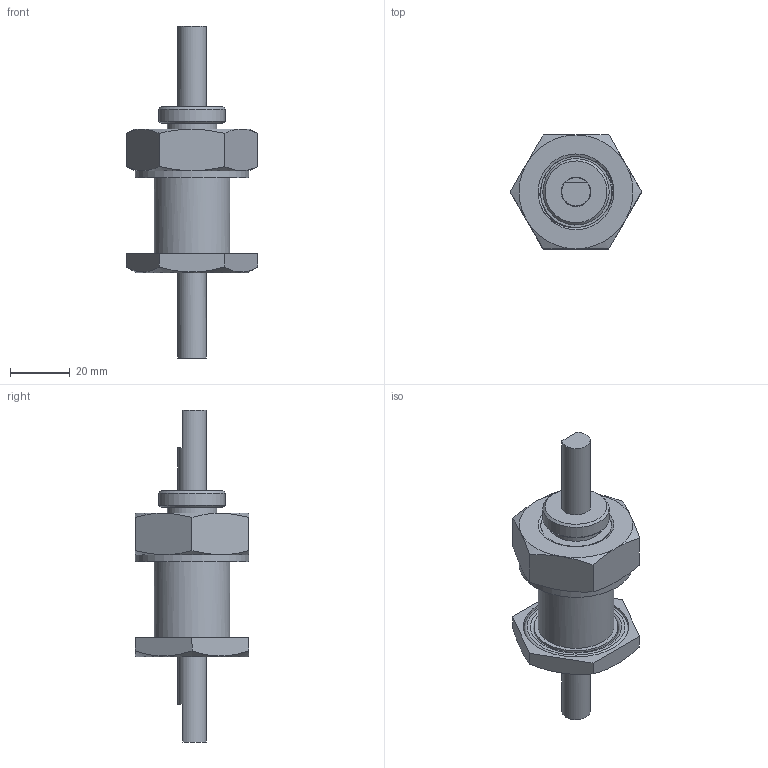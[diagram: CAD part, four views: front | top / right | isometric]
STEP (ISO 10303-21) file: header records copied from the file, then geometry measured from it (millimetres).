
FILE_DESCRIPTION(/* description */ (''),/* implementation_level */ '2;1');
FILE_NAME(/* name */ '2002012a.stp',/* time_stamp */ '2019-07-12T07:35:04-04:00',/* author */ ('Glen_C'),/* organization */ (''),/* preprocessor_version */ 'ST-DEVELOPER v16.13',/* originating_system */ 'Autodesk Inventor 2018',/* authorisation */ '');
FILE_SCHEMA (('AUTOMOTIVE_DESIGN { 1 0 10303 214 3 1 1 }'));
Length unit declared in the file: inch
Products named in the file (1): 2002012_S
Bounding box: 43.99 x 38.1 x 111.12 mm (x, y, z)
Volume: 45207.9 mm3; surface area: 19966.2 mm2
Topology: 1 solids, 1 shells, 145 faces, 330 edges, 209 vertices
Faces by surface type: plane 64, cylinder 45, cone 29, torus 7
Full cylindrical faces by diameter (mm): 1.041 x4, 8.941 x2, 9.347 x1, 9.5 x4, 9.525 x3, 9.906 x2, 13.792 x1, 15.9 x2, 15.977 x1, 16.51 x1, 17.958 x1, 22.225 x1, 25.349 x1, 25.4 x2, 28.194 x1, 28.372 x1, 34.925 x1, 35.306 x1, 38.1 x1
Entity records: 4707 total; most frequent: CARTESIAN_POINT 1453, DIRECTION 650, ORIENTED_EDGE 546, AXIS2_PLACEMENT_3D 283, EDGE_CURVE 273, EDGE_LOOP 220, VERTEX_POINT 199, STYLED_ITEM 146
